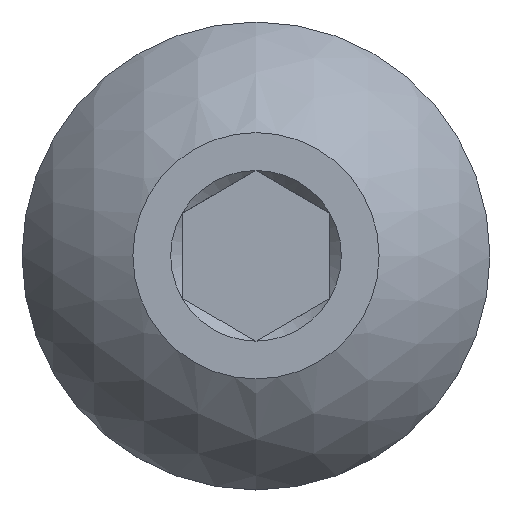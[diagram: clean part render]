
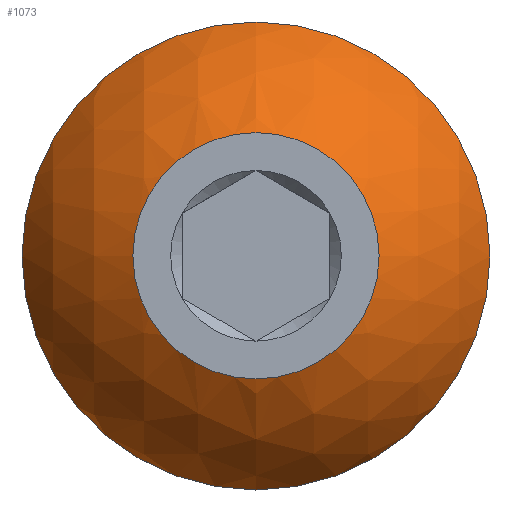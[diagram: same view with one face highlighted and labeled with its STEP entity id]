
A CAD part, top view. The second image highlights one B-rep face of the part: STEP entity #1073.
In plain terms, the highlighted spherical face has radius 5.287 mm.
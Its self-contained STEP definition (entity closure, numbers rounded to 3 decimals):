
#33=FACE_BOUND('',#188,.T.);
#36=SPHERICAL_SURFACE('',#1161,5.287);
#123=FACE_OUTER_BOUND('',#187,.T.);
#187=EDGE_LOOP('',(#875));
#188=EDGE_LOOP('',(#876));
#217=CIRCLE('',#1159,4.75);
#219=CIRCLE('',#1162,2.5);
#511=VERTEX_POINT('',#4484);
#513=VERTEX_POINT('',#4490);
#662=EDGE_CURVE('',#511,#511,#217,.T.);
#665=EDGE_CURVE('',#513,#513,#219,.T.);
#875=ORIENTED_EDGE('',*,*,#662,.T.);
#876=ORIENTED_EDGE('',*,*,#665,.F.);
#1073=ADVANCED_FACE('',(#123,#33),#36,.T.);
#1159=AXIS2_PLACEMENT_3D('',#4485,#1334,#1335);
#1161=AXIS2_PLACEMENT_3D('',#4489,#1339,#1340);
#1162=AXIS2_PLACEMENT_3D('',#4491,#1341,#1342);
#1334=DIRECTION('center_axis',(0.,0.,1.));
#1335=DIRECTION('ref_axis',(0.,-1.,0.));
#1339=DIRECTION('center_axis',(1.,0.,0.));
#1340=DIRECTION('ref_axis',(0.,-1.,0.));
#1341=DIRECTION('center_axis',(0.,0.,1.));
#1342=DIRECTION('ref_axis',(0.,-1.,0.));
#4484=CARTESIAN_POINT('',(0.,4.75,8.413));
#4485=CARTESIAN_POINT('Origin',(0.,0.,8.413));
#4489=CARTESIAN_POINT('Origin',(0.,0.,
6.092));
#4490=CARTESIAN_POINT('',(0.,-2.5,10.75));
#4491=CARTESIAN_POINT('Origin',(0.,0.,10.75));
